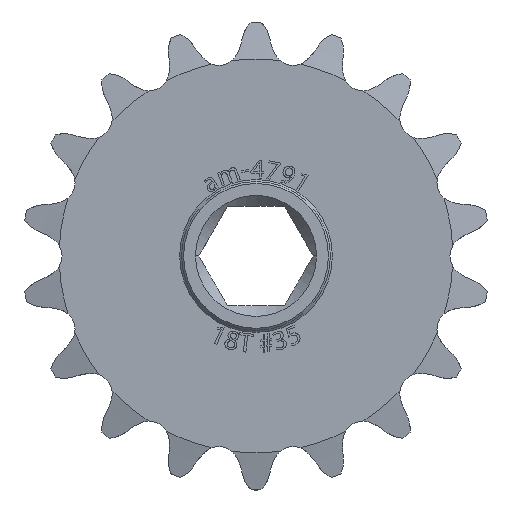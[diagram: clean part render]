
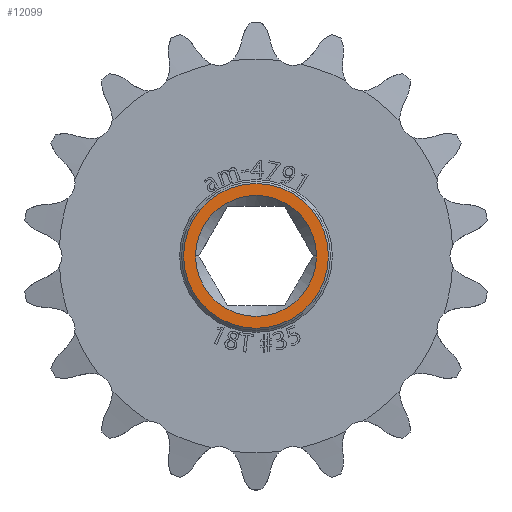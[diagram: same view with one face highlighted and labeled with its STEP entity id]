
A CAD part, top view. The second image highlights one B-rep face of the part: STEP entity #12099.
In plain terms, the highlighted planar face has unit normal (0, 0, 1).
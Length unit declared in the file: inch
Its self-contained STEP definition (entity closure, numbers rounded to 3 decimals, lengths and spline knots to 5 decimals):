
#639 = VERTEX_POINT ( 'NONE', #3893 ) ;
#790 = CARTESIAN_POINT ( 'NONE',  ( 0., 0., 0.2475 ) ) ;
#1044 = CIRCLE ( 'NONE', #11033, 0.365 ) ;
#1252 = DIRECTION ( 'NONE',  ( 1., 0., 0. ) ) ;
#1391 = DIRECTION ( 'NONE',  ( 0., 0., 1. ) ) ;
#1893 = CARTESIAN_POINT ( 'NONE',  ( 0.365, 0., 0.2475 ) ) ;
#2141 = VERTEX_POINT ( 'NONE', #1893 ) ;
#2427 = CARTESIAN_POINT ( 'NONE',  ( 0., 0., 0.2475 ) ) ;
#2430 = DIRECTION ( 'NONE',  ( 0., 0., 1. ) ) ;
#3493 = AXIS2_PLACEMENT_3D ( 'NONE', #5194, #2430, #1252 ) ;
#3893 = CARTESIAN_POINT ( 'NONE',  ( 0.305, 0., 0.2475 ) ) ;
#3908 = DIRECTION ( 'NONE',  ( 1., 0., 0. ) ) ;
#3990 = CIRCLE ( 'NONE', #16654, 0.305 ) ;
#4739 = CARTESIAN_POINT ( 'NONE',  ( -0.305, 0., 0.2475 ) ) ;
#4833 = CARTESIAN_POINT ( 'NONE',  ( -0.365, 0., 0.2475 ) ) ;
#5194 = CARTESIAN_POINT ( 'NONE',  ( 0., 0., 0.2475 ) ) ;
#5679 = ORIENTED_EDGE ( 'NONE', *, *, #10976, .F. ) ;
#5805 = VERTEX_POINT ( 'NONE', #4833 ) ;
#5807 = EDGE_CURVE ( 'NONE', #5805, #2141, #1044, .T. ) ;
#6030 = DIRECTION ( 'NONE',  ( 0., 0., 1. ) ) ;
#6105 = CIRCLE ( 'NONE', #13453, 0.305 ) ;
#7995 = DIRECTION ( 'NONE',  ( 1., 0., 0. ) ) ;
#8094 = CARTESIAN_POINT ( 'NONE',  ( 0., 0., 0.2475 ) ) ;
#8422 = ORIENTED_EDGE ( 'NONE', *, *, #17616, .F. ) ;
#8790 = FACE_OUTER_BOUND ( 'NONE', #11726, .T. ) ;
#9070 = ORIENTED_EDGE ( 'NONE', *, *, #5807, .T. ) ;
#10630 = DIRECTION ( 'NONE',  ( 0., 0., 1. ) ) ;
#10837 = CIRCLE ( 'NONE', #3493, 0.365 ) ;
#10976 = EDGE_CURVE ( 'NONE', #12130, #639, #3990, .T. ) ;
#11033 = AXIS2_PLACEMENT_3D ( 'NONE', #790, #10630, #16259 ) ;
#11726 = EDGE_LOOP ( 'NONE', ( #9070, #12564 ) ) ;
#11827 = PLANE ( 'NONE',  #16360 ) ;
#12099 = ADVANCED_FACE ( 'NONE', ( #14494, #8790 ), #11827, .T. ) ;
#12130 = VERTEX_POINT ( 'NONE', #4739 ) ;
#12564 = ORIENTED_EDGE ( 'NONE', *, *, #13237, .T. ) ;
#13237 = EDGE_CURVE ( 'NONE', #2141, #5805, #10837, .T. ) ;
#13453 = AXIS2_PLACEMENT_3D ( 'NONE', #8094, #1391, #7995 ) ;
#13865 = EDGE_LOOP ( 'NONE', ( #8422, #5679 ) ) ;
#14494 = FACE_BOUND ( 'NONE', #13865, .T. ) ;
#15980 = CARTESIAN_POINT ( 'NONE',  ( 0., 0., 0.2475 ) ) ;
#16259 = DIRECTION ( 'NONE',  ( 1., 0., 0. ) ) ;
#16360 = AXIS2_PLACEMENT_3D ( 'NONE', #15980, #6030, #17279 ) ;
#16538 = DIRECTION ( 'NONE',  ( 0., 0., 1. ) ) ;
#16654 = AXIS2_PLACEMENT_3D ( 'NONE', #2427, #16538, #3908 ) ;
#17279 = DIRECTION ( 'NONE',  ( 1., 0., 0. ) ) ;
#17616 = EDGE_CURVE ( 'NONE', #639, #12130, #6105, .T. ) ;
